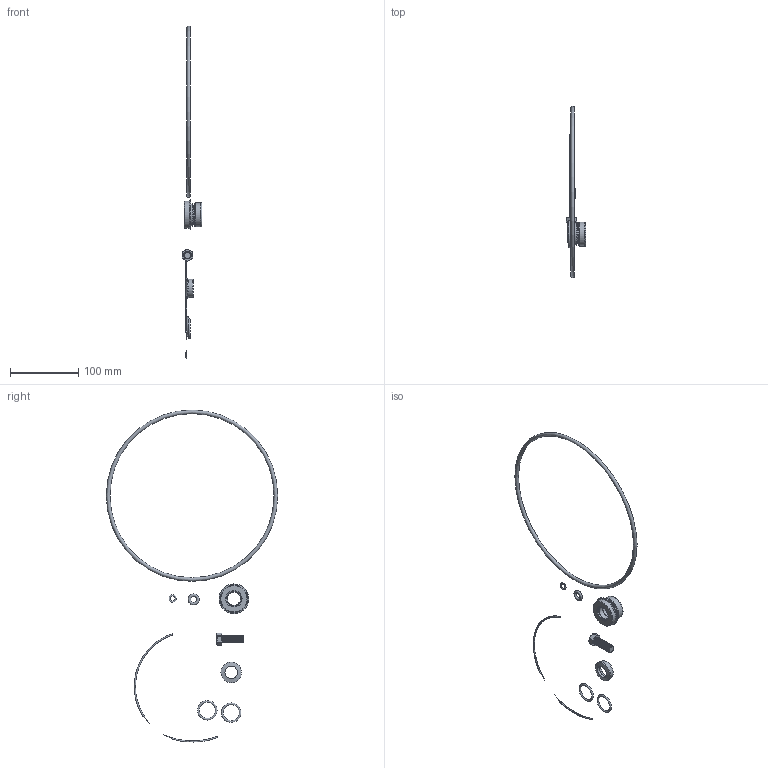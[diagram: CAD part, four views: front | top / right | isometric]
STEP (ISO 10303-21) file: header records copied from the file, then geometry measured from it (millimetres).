
FILE_DESCRIPTION(/* description */ ('3" PUMP O-RING KIT-FKM'),/* implementation_level */ '2;1');
FILE_NAME(/* name */ '13999V.stp',/* time_stamp */ '2020-05-04T11:34:26-04:00',/* author */ ('JBH'),/* organization */ (''),/* preprocessor_version */ 'ST-DEVELOPER v17.2',/* originating_system */ 'Autodesk Inventor 2019',/* authorisation */ '');
FILE_SCHEMA (('AUTOMOTIVE_DESIGN { 1 0 10303 214 3 1 1 }'));
Length unit declared in the file: inch
Products named in the file (12): 13999V; 12099; 12716; 12754V; 13778V; RK1003; 12713V; 12713V_1; 12710V; 12717V; 12719AV; A204V
Assembly tree (12 placements, depth 4):
  13999V
    12099
    12716
    12754V
    13778V  x2
    RK1003
      12713V
        12713V_1
        12710V
      12717V
      12719AV
      A204V
Bounding box: 29.33 x 251.33 x 487.07 mm (x, y, z)
Volume: 44069.7 mm3; surface area: 29521 mm2
Topology: 10 solids, 10 shells, 140 faces, 398 edges, 278 vertices
Faces by surface type: cylinder 59, cone 43, plane 26, torus 10, bspline 2
Full cylindrical faces by diameter (mm): 9.629 x17, 11.112 x16, 18.263 x1, 19.05 x3, 20.637 x1, 22.225 x1, 24.892 x1, 25.4 x1, 26.924 x1, 26.987 x1, 28.575 x1, 30.226 x1, 33.147 x1, 33.337 x1, 34.925 x1, 40.005 x1, 43.688 x1
Entity records: 6539 total; most frequent: CARTESIAN_POINT 2403, DIRECTION 825, ORIENTED_EDGE 792, EDGE_CURVE 396, AXIS2_PLACEMENT_3D 359, VERTEX_POINT 277, CIRCLE 192, EDGE_LOOP 155
